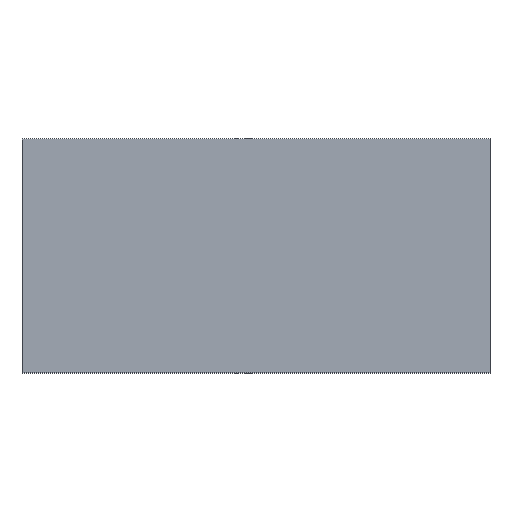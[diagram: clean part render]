
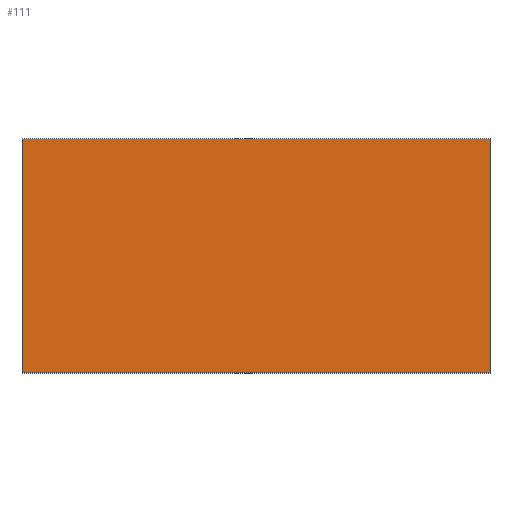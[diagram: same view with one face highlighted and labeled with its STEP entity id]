
A CAD part, top view. The second image highlights one B-rep face of the part: STEP entity #111.
In plain terms, the highlighted planar face has unit normal (0, 0, 1).
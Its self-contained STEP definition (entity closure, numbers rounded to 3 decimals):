
#111 = ADVANCED_FACE( '', ( #192 ), #193, .T. );
#192 = FACE_OUTER_BOUND( '', #260, .T. );
#193 = PLANE( '', #261 );
#260 = EDGE_LOOP( '', ( #336, #337, #338, #339 ) );
#261 = AXIS2_PLACEMENT_3D( '', #340, #341, #342 );
#336 = ORIENTED_EDGE( '', *, *, #467, .T. );
#337 = ORIENTED_EDGE( '', *, *, #468, .T. );
#338 = ORIENTED_EDGE( '', *, *, #451, .T. );
#339 = ORIENTED_EDGE( '', *, *, #461, .T. );
#340 = CARTESIAN_POINT( '', ( 0., 0., 0.15 ) );
#341 = DIRECTION( '', ( 0., 0., 1. ) );
#342 = DIRECTION( '', ( 1., 0., 0. ) );
#451 = EDGE_CURVE( '', #508, #506, #509, .T. );
#461 = EDGE_CURVE( '', #506, #523, #525, .T. );
#467 = EDGE_CURVE( '', #523, #533, #534, .T. );
#468 = EDGE_CURVE( '', #533, #508, #535, .T. );
#506 = VERTEX_POINT( '', #585 );
#508 = VERTEX_POINT( '', #588 );
#509 = LINE( '', #589, #590 );
#523 = VERTEX_POINT( '', #610 );
#525 = LINE( '', #613, #614 );
#533 = VERTEX_POINT( '', #625 );
#534 = LINE( '', #626, #627 );
#535 = LINE( '', #628, #629 );
#585 = CARTESIAN_POINT( '', ( 200., 100., 0.15 ) );
#588 = CARTESIAN_POINT( '', ( 200., -100., 0.15 ) );
#589 = CARTESIAN_POINT( '', ( 200., -100., 0.15 ) );
#590 = VECTOR( '', #696, 1000. );
#610 = CARTESIAN_POINT( '', ( -200., 100., 0.15 ) );
#613 = CARTESIAN_POINT( '', ( 200., 100., 0.15 ) );
#614 = VECTOR( '', #704, 1000. );
#625 = CARTESIAN_POINT( '', ( -200., -100., 0.15 ) );
#626 = CARTESIAN_POINT( '', ( -200., 100., 0.15 ) );
#627 = VECTOR( '', #708, 1000. );
#628 = CARTESIAN_POINT( '', ( -200., -100., 0.15 ) );
#629 = VECTOR( '', #709, 1000. );
#696 = DIRECTION( '', ( 0., 1., 0. ) );
#704 = DIRECTION( '', ( -1., 0., 0. ) );
#708 = DIRECTION( '', ( 0., -1., 0. ) );
#709 = DIRECTION( '', ( 1., 0., 0. ) );
